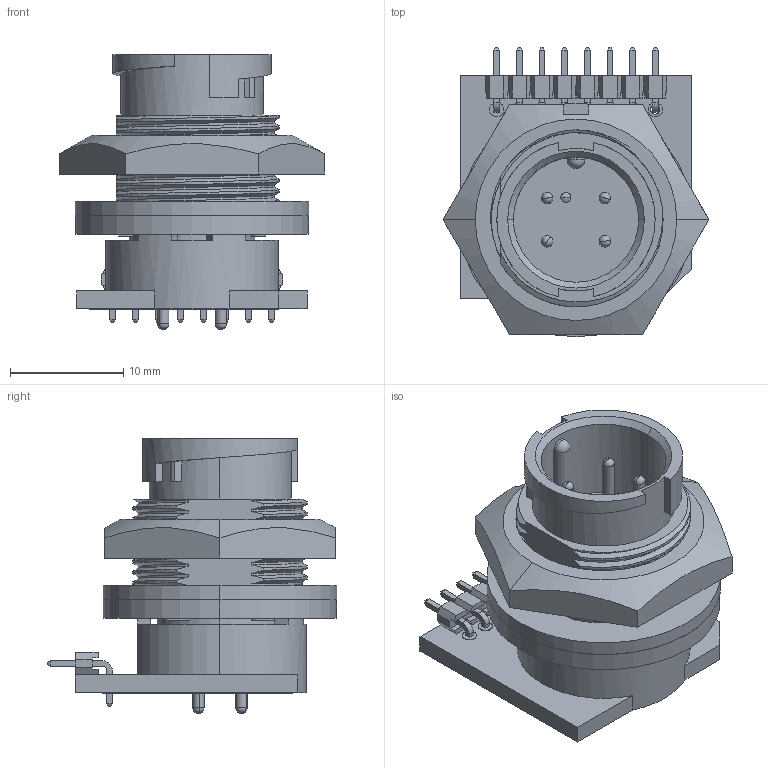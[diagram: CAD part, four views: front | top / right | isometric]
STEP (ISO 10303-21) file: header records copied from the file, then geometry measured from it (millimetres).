
FILE_DESCRIPTION (( 'STEP AP203' ), '1' );
FILE_NAME ('7251-4SG-300.STEP', '2018-03-02T16:18:29', ( '' ), ( '' ), 'SwSTEP 2.0', 'SolidWorks 2017', '' );
FILE_SCHEMA (( 'CONFIG_CONTROL_DESIGN' ));
Length unit declared in the file: inch
Products named in the file (1): 7251-4SG-300
Bounding box: 23.46 x 25.56 x 24.26 mm (x, y, z)
Volume: 4351 mm3; surface area: 4015.5 mm2
Topology: 2 solids, 2 shells, 625 faces, 1634 edges, 1059 vertices
Faces by surface type: plane 401, cylinder 148, bspline 52, torus 16, cone 4, sphere 4
Entity records: 31852 total; most frequent: CARTESIAN_POINT 16693, ORIENTED_EDGE 3266, DIRECTION 2896, EDGE_CURVE 1633, VECTOR 1154, LINE 1154, VERTEX_POINT 1059, AXIS2_PLACEMENT_3D 871
